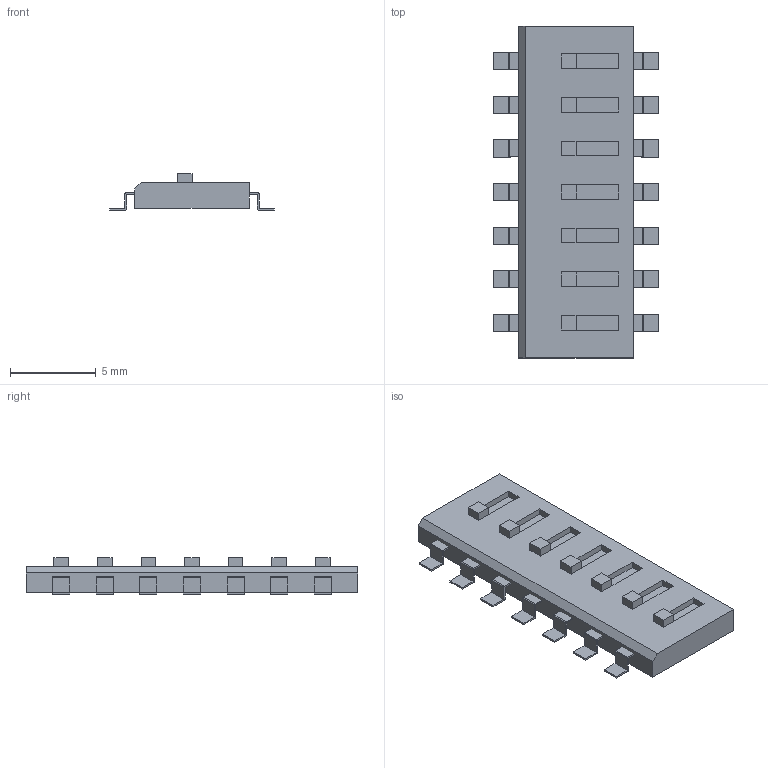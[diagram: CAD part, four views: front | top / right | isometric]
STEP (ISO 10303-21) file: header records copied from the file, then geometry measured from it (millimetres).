
FILE_DESCRIPTION(/* description */ ('model of SW_DIP_x7_W8.61mm_Slide_LowProfile'),/* implementation_level */ '2;1');
FILE_NAME(/* name */ 'SW_DIP_x7_W8.61mm_Slide_LowProfile.step',/* time_stamp */ '2017-10-28T13:06:19',/* author */ ('kicad StepUp','ksu'),/* organization */ ('FreeCAD'),/* preprocessor_version */ 'OCC',/* originating_system */ 'kicad StepUp',/* authorisation */ '');
FILE_SCHEMA(('AUTOMOTIVE_DESIGN { 1 0 10303 214 1 1 1 1 }'));
Length unit declared in the file: millimetre
Products named in the file (5): ASSEMBLY; SW_DIP_x7_W861mm_Slide_LowProfile001; Shape0_0416302702118; Shape0_724786463436; SW_DIP_x7_W861mm_Slide_LowProfile
Assembly tree (4 placements, depth 2):
  ASSEMBLY
    SW_DIP_x7_W861mm_Slide_LowProfile001
    Shape0_0416302702118
    Shape0_724786463436
    SW_DIP_x7_W861mm_Slide_LowProfile
Bounding box: 9.61 x 19.34 x 2.1 mm (x, y, z)
Volume: 386.6 mm3; surface area: 922.4 mm2
Topology: 16 solids, 16 shells, 280 faces, 688 edges, 454 vertices
Faces by surface type: plane 252, cylinder 28
Entity records: 8800 total; most frequent: CARTESIAN_POINT 1427, ORIENTED_EDGE 1376, DIRECTION 1314, EDGE_CURVE 688, LINE 632, VECTOR 632, VERTEX_POINT 454, AXIS2_PLACEMENT_3D 341
